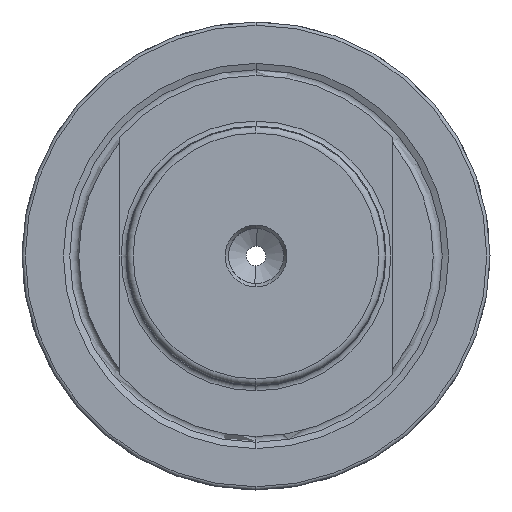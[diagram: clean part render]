
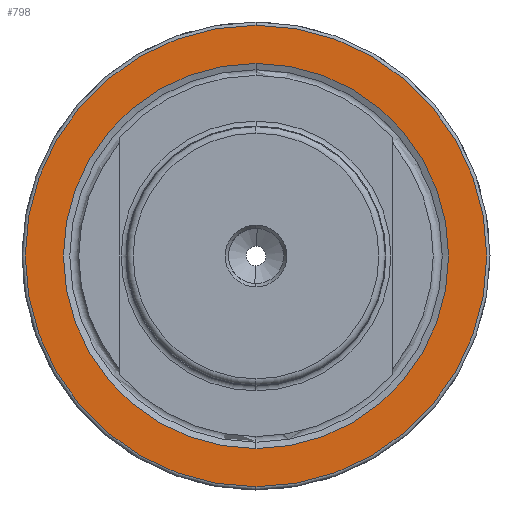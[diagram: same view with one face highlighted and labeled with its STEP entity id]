
A CAD part, left-side view. The second image highlights one B-rep face of the part: STEP entity #798.
In plain terms, the highlighted planar face has unit normal (-1, 0, 0).
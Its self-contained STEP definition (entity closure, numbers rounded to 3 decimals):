
#798 = ADVANCED_FACE ( 'NONE', ( #4547, #4548 ), #4549, .F. ) ;
#2840 = EDGE_CURVE ( 'NONE', #14102, #14054, #7683, .T. ) ;
#2841 = EDGE_CURVE ( 'NONE', #14776, #13973, #13020, .T. ) ;
#3491 = CARTESIAN_POINT ( 'NONE',  ( 40., 0., -35.5 ) ) ;
#4544 = CARTESIAN_POINT ( 'NONE',  ( 40., 0., 29.626 ) ) ;
#4547 = FACE_BOUND ( 'NONE', #11983, .T. ) ;
#4548 = FACE_OUTER_BOUND ( 'NONE', #11978, .T. ) ;
#4549 = PLANE ( 'NONE',  #8240 ) ;
#4551 = DIRECTION ( 'NONE',  ( 1., 0., 0. ) ) ;
#4552 = DIRECTION ( 'NONE',  ( 0., 0., -1. ) ) ;
#4630 = CARTESIAN_POINT ( 'NONE',  ( 40., 0., 0. ) ) ;
#4631 = DIRECTION ( 'NONE',  ( -1., 0., 0. ) ) ;
#4632 = DIRECTION ( 'NONE',  ( 0., 0., 1. ) ) ;
#4633 = CARTESIAN_POINT ( 'NONE',  ( 40., 0., 0. ) ) ;
#4634 = DIRECTION ( 'NONE',  ( -1., 0., 0. ) ) ;
#4635 = DIRECTION ( 'NONE',  ( 0., 0., 1. ) ) ;
#7683 = CIRCLE ( 'NONE', #7685, 29.626 ) ;
#7685 = AXIS2_PLACEMENT_3D ( 'NONE', #4630, #4631, #4632 ) ;
#8240 = AXIS2_PLACEMENT_3D ( 'NONE', #4544, #4551, #4552 ) ;
#11711 = ORIENTED_EDGE ( 'NONE', *, *, #2840, .F. ) ;
#11712 = ORIENTED_EDGE ( 'NONE', *, *, #14145, .F. ) ;
#11713 = ORIENTED_EDGE ( 'NONE', *, *, #14141, .T. ) ;
#11714 = ORIENTED_EDGE ( 'NONE', *, *, #2841, .T. ) ;
#11978 = EDGE_LOOP ( 'NONE', ( #11713, #11714 ) ) ;
#11983 = EDGE_LOOP ( 'NONE', ( #11711, #11712 ) ) ;
#12407 = CARTESIAN_POINT ( 'NONE',  ( 40., 0., 35.5 ) ) ;
#12493 = CARTESIAN_POINT ( 'NONE',  ( 40., 0., -29.626 ) ) ;
#12502 = CARTESIAN_POINT ( 'NONE',  ( 40., 0., 29.626 ) ) ;
#12515 = CARTESIAN_POINT ( 'NONE',  ( 40., 0., 0. ) ) ;
#12516 = DIRECTION ( 'NONE',  ( -1., 0., 0. ) ) ;
#12517 = DIRECTION ( 'NONE',  ( 0., 0., 1. ) ) ;
#12529 = CARTESIAN_POINT ( 'NONE',  ( 40., 0., 0. ) ) ;
#12530 = DIRECTION ( 'NONE',  ( -1., 0., 0. ) ) ;
#12531 = DIRECTION ( 'NONE',  ( 0., 0., 1. ) ) ;
#13020 = CIRCLE ( 'NONE', #16129, 35.5 ) ;
#13973 = VERTEX_POINT ( 'NONE', #12407 ) ;
#14054 = VERTEX_POINT ( 'NONE', #12493 ) ;
#14102 = VERTEX_POINT ( 'NONE', #12502 ) ;
#14141 = EDGE_CURVE ( 'NONE', #13973, #14776, #14715, .T. ) ;
#14145 = EDGE_CURVE ( 'NONE', #14054, #14102, #14716, .T. ) ;
#14712 = AXIS2_PLACEMENT_3D ( 'NONE', #12515, #12516, #12517 ) ;
#14715 = CIRCLE ( 'NONE', #14712, 35.5 ) ;
#14716 = CIRCLE ( 'NONE', #14723, 29.626 ) ;
#14723 = AXIS2_PLACEMENT_3D ( 'NONE', #12529, #12530, #12531 ) ;
#14776 = VERTEX_POINT ( 'NONE', #3491 ) ;
#16129 = AXIS2_PLACEMENT_3D ( 'NONE', #4633, #4634, #4635 ) ;
